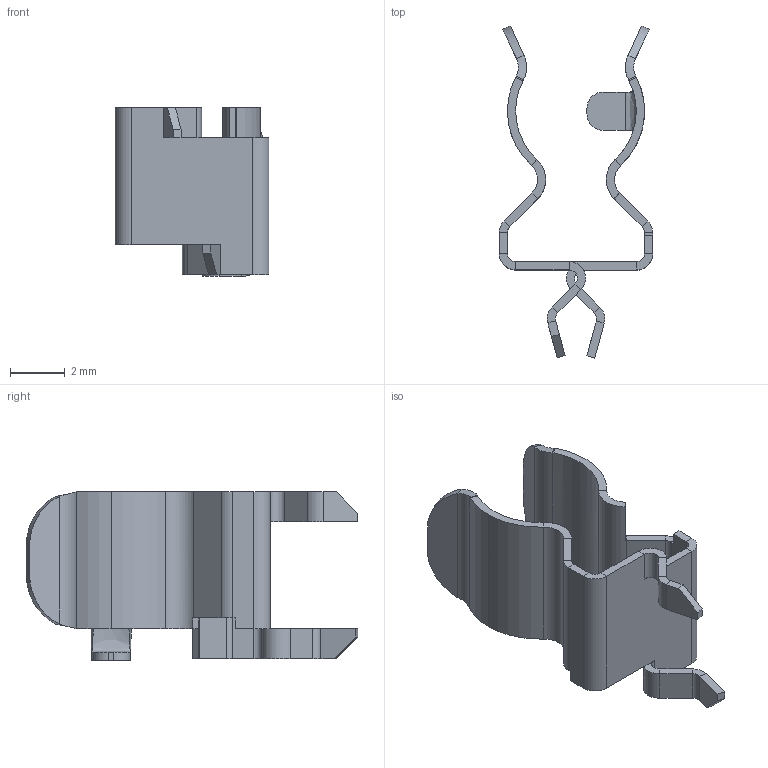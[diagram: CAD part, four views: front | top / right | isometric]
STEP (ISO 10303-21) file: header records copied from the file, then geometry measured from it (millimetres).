
FILE_DESCRIPTION (( 'STEP AP214' ), '1' );
FILE_NAME ('0751.0110.STEP', '2015-02-20T06:28:53', ( '' ), ( '' ), 'SwSTEP 2.0', 'SolidWorks 2012', '' );
FILE_SCHEMA (( 'AUTOMOTIVE_DESIGN' ));
Length unit declared in the file: millimetre
Products named in the file (1): 0751.0110
Bounding box: 5.6 x 12.1 x 6.15 mm (x, y, z)
Volume: 38.4 mm3; surface area: 280.1 mm2
Topology: 1 solids, 1 shells, 138 faces, 304 edges, 168 vertices
Faces by surface type: plane 88, cylinder 38, bspline 12
Entity records: 3842 total; most frequent: CARTESIAN_POINT 869, ORIENTED_EDGE 608, DIRECTION 602, EDGE_CURVE 304, AXIS2_PLACEMENT_3D 205, VECTOR 192, LINE 192, VERTEX_POINT 168
